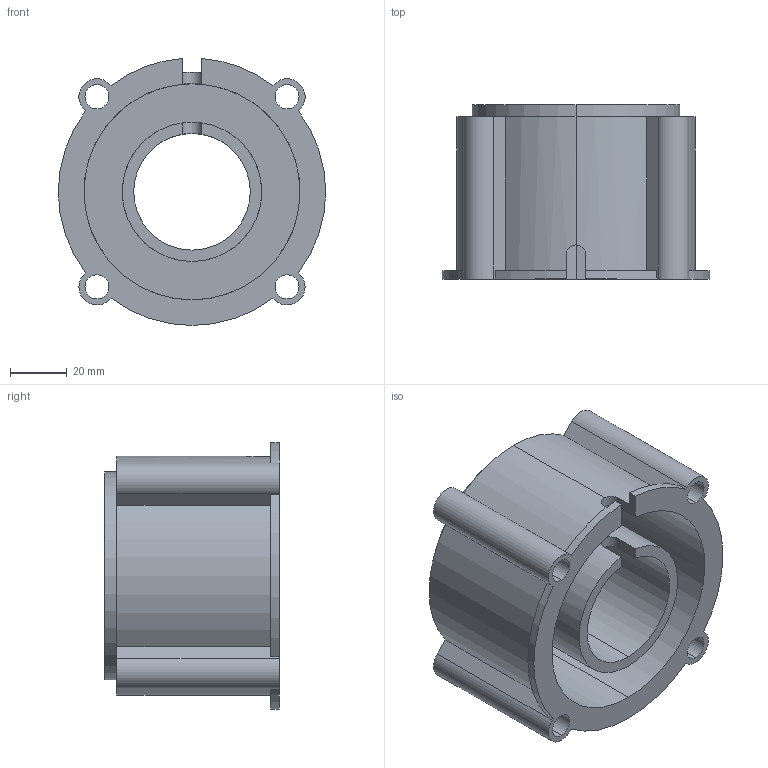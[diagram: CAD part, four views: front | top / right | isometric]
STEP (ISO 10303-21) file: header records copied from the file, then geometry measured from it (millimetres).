
FILE_DESCRIPTION (( 'STEP AP214' ), '1' );
FILE_NAME ('Motor_Housing_May22.STEP', '2026-01-14T18:34:36', ( '' ), ( '' ), 'SwSTEP 2.0', 'SolidWorks 2026', '' );
FILE_SCHEMA (( 'AUTOMOTIVE_DESIGN' ));
Length unit declared in the file: millimetre
Products named in the file (1): Motor_Housing_May22
Bounding box: 94 x 61.35 x 93.87 mm (x, y, z)
Volume: 142179.1 mm3; surface area: 64824.1 mm2
Topology: 1 solids, 1 shells, 62 faces, 171 edges, 114 vertices
Faces by surface type: cylinder 38, plane 24
Entity records: 2170 total; most frequent: CARTESIAN_POINT 484, DIRECTION 361, ORIENTED_EDGE 342, EDGE_CURVE 171, AXIS2_PLACEMENT_3D 135, VERTEX_POINT 114, VECTOR 91, LINE 91
